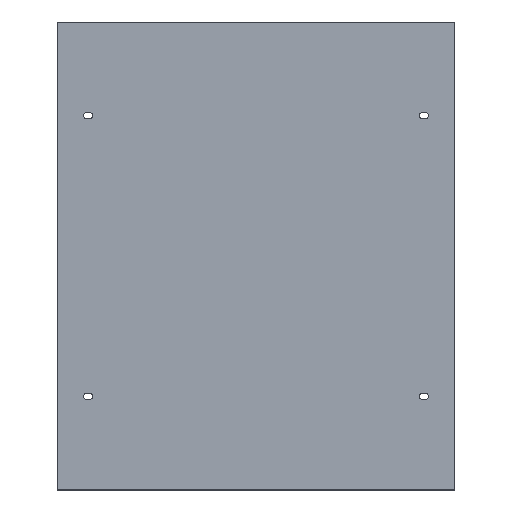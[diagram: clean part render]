
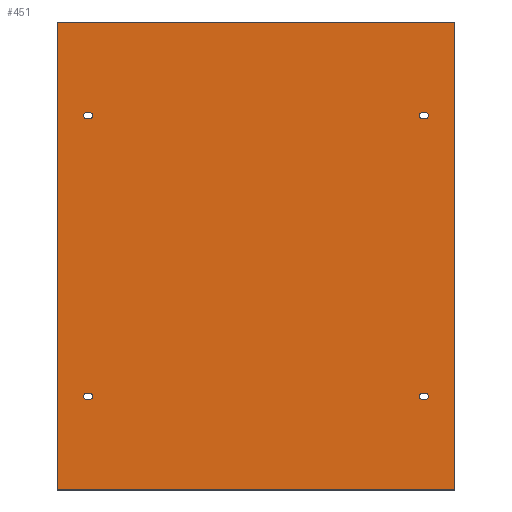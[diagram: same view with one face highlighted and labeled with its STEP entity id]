
A CAD part, top view. The second image highlights one B-rep face of the part: STEP entity #451.
In plain terms, the highlighted planar face has unit normal (0, 0, 1).
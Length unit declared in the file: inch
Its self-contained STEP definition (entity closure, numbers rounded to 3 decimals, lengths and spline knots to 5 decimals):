
#18=FACE_BOUND('',#71,.T.);
#19=FACE_BOUND('',#72,.T.);
#20=FACE_BOUND('',#73,.T.);
#21=FACE_BOUND('',#74,.T.);
#27=PLANE('',#486);
#44=FACE_OUTER_BOUND('',#70,.T.);
#70=EDGE_LOOP('',(#340,#341,#342,#343));
#71=EDGE_LOOP('',(#344,#345,#346,#347));
#72=EDGE_LOOP('',(#348,#349,#350,#351));
#73=EDGE_LOOP('',(#352,#353,#354,#355));
#74=EDGE_LOOP('',(#356,#357,#358,#359));
#90=LINE('',#639,#134);
#93=LINE('',#645,#137);
#96=LINE('',#652,#140);
#101=LINE('',#666,#145);
#112=LINE('',#702,#156);
#113=LINE('',#704,#157);
#114=LINE('',#706,#158);
#115=LINE('',#707,#159);
#116=LINE('',#710,#160);
#117=LINE('',#714,#161);
#118=LINE('',#718,#162);
#119=LINE('',#722,#163);
#134=VECTOR('',#517,0.09375);
#137=VECTOR('',#522,0.09375);
#140=VECTOR('',#527,0.09375);
#145=VECTOR('',#540,0.09375);
#156=VECTOR('',#571,20.);
#157=VECTOR('',#572,17.);
#158=VECTOR('',#573,20.);
#159=VECTOR('',#574,17.);
#160=VECTOR('',#575,0.09375);
#161=VECTOR('',#578,0.09375);
#162=VECTOR('',#581,0.09375);
#163=VECTOR('',#584,0.09375);
#176=CIRCLE('',#468,0.14063);
#178=CIRCLE('',#474,0.14063);
#181=CIRCLE('',#479,0.14063);
#187=CIRCLE('',#487,0.14063);
#188=CIRCLE('',#488,0.14063);
#189=CIRCLE('',#489,0.14063);
#190=CIRCLE('',#490,0.14063);
#191=CIRCLE('',#491,0.14063);
#192=VERTEX_POINT('',#629);
#193=VERTEX_POINT('',#630);
#196=VERTEX_POINT('',#638);
#198=VERTEX_POINT('',#644);
#200=VERTEX_POINT('',#650);
#201=VERTEX_POINT('',#651);
#204=VERTEX_POINT('',#659);
#206=VERTEX_POINT('',#665);
#220=VERTEX_POINT('',#700);
#221=VERTEX_POINT('',#701);
#222=VERTEX_POINT('',#703);
#223=VERTEX_POINT('',#705);
#224=VERTEX_POINT('',#708);
#225=VERTEX_POINT('',#709);
#226=VERTEX_POINT('',#711);
#227=VERTEX_POINT('',#713);
#228=VERTEX_POINT('',#716);
#229=VERTEX_POINT('',#717);
#230=VERTEX_POINT('',#719);
#231=VERTEX_POINT('',#721);
#232=EDGE_CURVE('',#192,#193,#176,.T.);
#236=EDGE_CURVE('',#196,#192,#90,.T.);
#239=EDGE_CURVE('',#193,#198,#93,.T.);
#242=EDGE_CURVE('',#200,#201,#96,.T.);
#246=EDGE_CURVE('',#204,#200,#178,.T.);
#249=EDGE_CURVE('',#206,#204,#101,.T.);
#253=EDGE_CURVE('',#198,#196,#181,.T.);
#267=EDGE_CURVE('',#220,#221,#112,.T.);
#268=EDGE_CURVE('',#222,#220,#113,.T.);
#269=EDGE_CURVE('',#223,#222,#114,.T.);
#270=EDGE_CURVE('',#221,#223,#115,.T.);
#271=EDGE_CURVE('',#224,#225,#116,.T.);
#272=EDGE_CURVE('',#225,#226,#187,.T.);
#273=EDGE_CURVE('',#226,#227,#117,.T.);
#274=EDGE_CURVE('',#227,#224,#188,.T.);
#275=EDGE_CURVE('',#228,#229,#118,.T.);
#276=EDGE_CURVE('',#229,#230,#189,.T.);
#277=EDGE_CURVE('',#230,#231,#119,.T.);
#278=EDGE_CURVE('',#231,#228,#190,.T.);
#279=EDGE_CURVE('',#201,#206,#191,.T.);
#340=ORIENTED_EDGE('',*,*,#267,.F.);
#341=ORIENTED_EDGE('',*,*,#268,.F.);
#342=ORIENTED_EDGE('',*,*,#269,.F.);
#343=ORIENTED_EDGE('',*,*,#270,.F.);
#344=ORIENTED_EDGE('',*,*,#271,.T.);
#345=ORIENTED_EDGE('',*,*,#272,.T.);
#346=ORIENTED_EDGE('',*,*,#273,.T.);
#347=ORIENTED_EDGE('',*,*,#274,.T.);
#348=ORIENTED_EDGE('',*,*,#275,.T.);
#349=ORIENTED_EDGE('',*,*,#276,.T.);
#350=ORIENTED_EDGE('',*,*,#277,.T.);
#351=ORIENTED_EDGE('',*,*,#278,.T.);
#352=ORIENTED_EDGE('',*,*,#249,.T.);
#353=ORIENTED_EDGE('',*,*,#246,.T.);
#354=ORIENTED_EDGE('',*,*,#242,.T.);
#355=ORIENTED_EDGE('',*,*,#279,.T.);
#356=ORIENTED_EDGE('',*,*,#239,.T.);
#357=ORIENTED_EDGE('',*,*,#253,.T.);
#358=ORIENTED_EDGE('',*,*,#236,.T.);
#359=ORIENTED_EDGE('',*,*,#232,.T.);
#451=ADVANCED_FACE('',(#44,#18,#19,#20,#21),#27,.T.);
#468=AXIS2_PLACEMENT_3D('',#631,#509,#510);
#474=AXIS2_PLACEMENT_3D('',#660,#533,#534);
#479=AXIS2_PLACEMENT_3D('',#672,#547,#548);
#486=AXIS2_PLACEMENT_3D('',#699,#569,#570);
#487=AXIS2_PLACEMENT_3D('',#712,#576,#577);
#488=AXIS2_PLACEMENT_3D('',#715,#579,#580);
#489=AXIS2_PLACEMENT_3D('',#720,#582,#583);
#490=AXIS2_PLACEMENT_3D('',#723,#585,#586);
#491=AXIS2_PLACEMENT_3D('',#724,#587,#588);
#509=DIRECTION('center_axis',(0.,0.,-1.));
#510=DIRECTION('ref_axis',(0.,-1.,0.));
#517=DIRECTION('',(1.,0.,0.));
#522=DIRECTION('',(-1.,0.,0.));
#527=DIRECTION('',(1.,0.,0.));
#533=DIRECTION('center_axis',(0.,0.,-1.));
#534=DIRECTION('ref_axis',(0.,-1.,0.));
#540=DIRECTION('',(-1.,0.,0.));
#547=DIRECTION('center_axis',(0.,0.,-1.));
#548=DIRECTION('ref_axis',(-1.,0.,0.));
#569=DIRECTION('center_axis',(0.,0.,1.));
#570=DIRECTION('ref_axis',(1.,0.,0.));
#571=DIRECTION('',(0.,1.,0.));
#572=DIRECTION('',(-1.,0.,0.));
#573=DIRECTION('',(0.,-1.,0.));
#574=DIRECTION('',(1.,0.,0.));
#575=DIRECTION('',(1.,0.,0.));
#576=DIRECTION('center_axis',(0.,0.,-1.));
#577=DIRECTION('ref_axis',(-1.,0.,0.));
#578=DIRECTION('',(-1.,0.,0.));
#579=DIRECTION('center_axis',(0.,0.,-1.));
#580=DIRECTION('ref_axis',(0.,-1.,0.));
#581=DIRECTION('',(-1.,0.,0.));
#582=DIRECTION('center_axis',(0.,0.,-1.));
#583=DIRECTION('ref_axis',(-1.,0.,0.));
#584=DIRECTION('',(1.,0.,0.));
#585=DIRECTION('center_axis',(0.,0.,-1.));
#586=DIRECTION('ref_axis',(0.,-1.,0.));
#587=DIRECTION('center_axis',(0.,0.,-1.));
#588=DIRECTION('ref_axis',(-1.,0.,0.));
#629=CARTESIAN_POINT('',(-7.125,-5.85938,0.074));
#630=CARTESIAN_POINT('',(-7.125,-6.14063,0.074));
#631=CARTESIAN_POINT('Origin',(-7.125,-6.,0.074));
#638=CARTESIAN_POINT('',(-7.21875,-5.85938,0.074));
#639=CARTESIAN_POINT('',(-3.60938,-5.85938,0.074));
#644=CARTESIAN_POINT('',(-7.21875,-6.14063,0.074));
#645=CARTESIAN_POINT('',(-3.5625,-6.14063,0.074));
#650=CARTESIAN_POINT('',(7.125,-5.85938,0.074));
#651=CARTESIAN_POINT('',(7.21875,-5.85938,0.074));
#652=CARTESIAN_POINT('',(3.5625,-5.85938,0.074));
#659=CARTESIAN_POINT('',(7.125,-6.14063,0.074));
#660=CARTESIAN_POINT('Origin',(7.125,-6.,0.074));
#665=CARTESIAN_POINT('',(7.21875,-6.14063,0.074));
#666=CARTESIAN_POINT('',(3.60938,-6.14063,0.074));
#672=CARTESIAN_POINT('Origin',(-7.21875,-6.,0.074));
#699=CARTESIAN_POINT('Origin',(0.,0.,
0.074));
#700=CARTESIAN_POINT('',(-8.5,-10.,0.074));
#701=CARTESIAN_POINT('',(-8.5,10.,0.074));
#702=CARTESIAN_POINT('',(-8.5,-10.,0.074));
#703=CARTESIAN_POINT('',(8.5,-10.,0.074));
#704=CARTESIAN_POINT('',(8.5,-10.,0.074));
#705=CARTESIAN_POINT('',(8.5,10.,0.074));
#706=CARTESIAN_POINT('',(8.5,10.,0.074));
#707=CARTESIAN_POINT('',(-8.5,10.,0.074));
#708=CARTESIAN_POINT('',(7.125,6.14062,0.074));
#709=CARTESIAN_POINT('',(7.21875,6.14063,0.074));
#710=CARTESIAN_POINT('',(3.5625,6.14062,0.074));
#711=CARTESIAN_POINT('',(7.21875,5.85937,0.074));
#712=CARTESIAN_POINT('Origin',(7.21875,6.,0.074));
#713=CARTESIAN_POINT('',(7.125,5.85937,0.074));
#714=CARTESIAN_POINT('',(3.60938,5.85937,0.074));
#715=CARTESIAN_POINT('Origin',(7.125,6.,0.074));
#716=CARTESIAN_POINT('',(-7.125,5.85937,0.074));
#717=CARTESIAN_POINT('',(-7.21875,5.85937,0.074));
#718=CARTESIAN_POINT('',(-3.5625,5.85937,0.074));
#719=CARTESIAN_POINT('',(-7.21875,6.14062,0.074));
#720=CARTESIAN_POINT('Origin',(-7.21875,6.,0.074));
#721=CARTESIAN_POINT('',(-7.125,6.14062,0.074));
#722=CARTESIAN_POINT('',(-3.60938,6.14062,0.074));
#723=CARTESIAN_POINT('Origin',(-7.125,6.,0.074));
#724=CARTESIAN_POINT('Origin',(7.21875,-6.,0.074));
